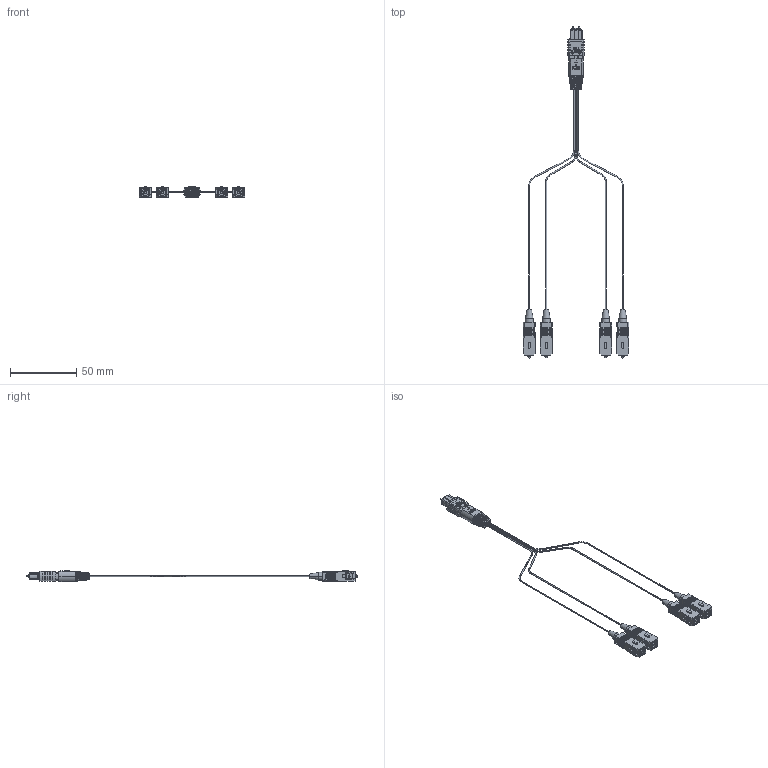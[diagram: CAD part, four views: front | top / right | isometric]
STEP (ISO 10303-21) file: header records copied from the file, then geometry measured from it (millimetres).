
FILE_DESCRIPTION (( 'STEP AP214' ), '1' );
FILE_NAME ('FCA-MMS106D9_3D.STEP', '2022-01-24T21:03:22', ( '' ), ( '' ), 'SwSTEP 2.0', 'SolidWorks 2021', '' );
FILE_SCHEMA (( 'AUTOMOTIVE_DESIGN' ));
Length unit declared in the file: inch
Products named in the file (17): SC; FCA-MMS106D9_3D; 粟銅; MPO鼠芛_1; fanout cable assy; MPO脣郋; fanout cable 2; MPO CONNECTOR; fanout cable 1; MPO俋褲嗣耀; MPO 晦擢帣杶; 絳渀; SC1; MPO软赛; MPO翋极; MPO 囀遺_1
Assembly tree (21 placements, depth 4):
  FCA-MMS106D9_3D
    MPO CONNECTOR
      MPO 囀遺_1
      MPO俋褲嗣耀
      MPO鼠芛_1
        MPO脣郋
        MPO软赛
        絳渀
      粟銅
      MPO翋极
      MPO 晦擢帣杶
    fanout cable assy
      fanout cable 1  x2
      fanout cable 2  x2
    SC  x4
      SC
      SC1
Bounding box: 79.54 x 251.01 x 8.6 mm (x, y, z)
Volume: 7690.1 mm3; surface area: 16975.2 mm2
Topology: 24 solids, 24 shells, 1767 faces, 4889 edges, 3216 vertices
Faces by surface type: plane 1354, cylinder 238, bspline 125, cone 34, torus 16
Entity records: 53714 total; most frequent: CARTESIAN_POINT 14336, ORIENTED_EDGE 5640, DIRECTION 4762, EDGE_CURVE 2820, VECTOR 2150, LINE 2150, VERTEX_POINT 1860, AXIS2_PLACEMENT_3D 1306
